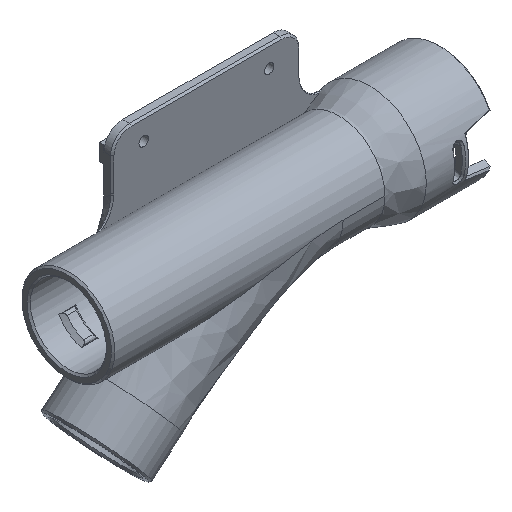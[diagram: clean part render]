
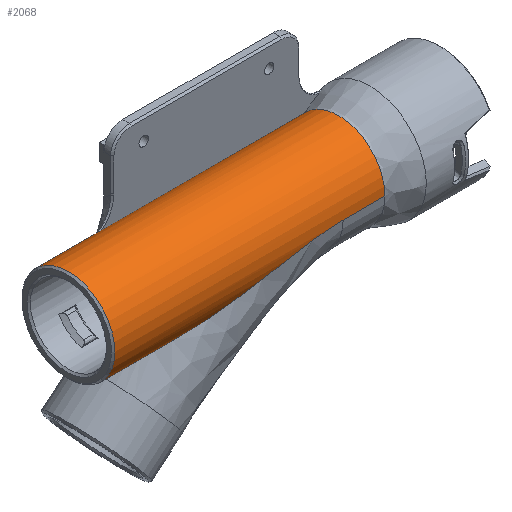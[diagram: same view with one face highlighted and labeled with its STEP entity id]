
A CAD part, isometric view. The second image highlights one B-rep face of the part: STEP entity #2068.
In plain terms, the highlighted cylindrical face has radius 22.2 mm (diameter 44.4 mm), a full revolution.
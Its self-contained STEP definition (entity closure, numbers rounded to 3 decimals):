
#140=FACE_OUTER_BOUND('',#266,.T.);
#266=EDGE_LOOP('',(#1379,#1380,#1381,#1382,#1383,#1384,#1385,#1386,#1387,
#1388,#1389,#1390));
#402=B_SPLINE_CURVE_WITH_KNOTS('',3,(#2886,#2887,#2888,#2889,#2890,#2891,
#2892,#2893,#2894,#2895,#2896,#2897,#2898,#2899,#2900,#2901),
 .UNSPECIFIED.,.F.,.F.,(4,2,2,2,2,2,2,4),(0.,0.051,0.173,
0.227,0.293,0.308,0.316,
0.32),.UNSPECIFIED.);
#403=B_SPLINE_CURVE_WITH_KNOTS('',3,(#2907,#2908,#2909,#2910,#2911,#2912,
#2913,#2914,#2915,#2916,#2917,#2918,#2919,#2920,#2921,#2922),
 .UNSPECIFIED.,.F.,.F.,(4,2,2,2,2,2,2,4),(-11.109,-10.802,
-10.243,-9.006,-5.61,-3.633,
-1.565,0.),.UNSPECIFIED.);
#404=B_SPLINE_CURVE_WITH_KNOTS('',3,(#2924,#2925,#2926,#2927,#2928,#2929,
#2930,#2931,#2932,#2933,#2934,#2935,#2936,#2937,#2938,#2939,#2940,#2941,
#2942,#2943),.UNSPECIFIED.,.F.,.F.,(4,2,2,2,2,2,2,2,2,4),(-23.123,
-23.096,-20.786,-18.075,-14.653,
-12.964,-12.121,-11.607,-11.204,
-11.109),.UNSPECIFIED.);
#405=B_SPLINE_CURVE_WITH_KNOTS('',3,(#2947,#2948,#2949,#2950),
 .UNSPECIFIED.,.F.,.F.,(4,4),(-23.133,-23.123),
 .UNSPECIFIED.);
#523=CIRCLE('',#2209,22.2);
#524=CIRCLE('',#2210,22.2);
#525=CIRCLE('',#2211,22.2);
#615=LINE('',#2880,#726);
#616=LINE('',#2884,#727);
#617=LINE('',#2905,#728);
#618=LINE('',#2945,#729);
#726=VECTOR('',#2397,18.2);
#727=VECTOR('',#2400,10.);
#728=VECTOR('',#2403,10.);
#729=VECTOR('',#2404,18.2);
#837=VERTEX_POINT('',#2878);
#838=VERTEX_POINT('',#2879);
#839=VERTEX_POINT('',#2881);
#840=VERTEX_POINT('',#2883);
#841=VERTEX_POINT('',#2885);
#842=VERTEX_POINT('',#2902);
#843=VERTEX_POINT('',#2904);
#844=VERTEX_POINT('',#2906);
#845=VERTEX_POINT('',#2923);
#846=VERTEX_POINT('',#2944);
#1045=EDGE_CURVE('',#837,#838,#615,.T.);
#1046=EDGE_CURVE('',#837,#839,#523,.T.);
#1047=EDGE_CURVE('',#839,#840,#616,.T.);
#1048=EDGE_CURVE('',#841,#840,#402,.F.);
#1049=EDGE_CURVE('',#842,#841,#524,.T.);
#1050=EDGE_CURVE('',#842,#843,#617,.T.);
#1051=EDGE_CURVE('',#843,#844,#403,.F.);
#1052=EDGE_CURVE('',#844,#845,#404,.F.);
#1053=EDGE_CURVE('',#845,#846,#618,.T.);
#1054=EDGE_CURVE('',#846,#846,#525,.T.);
#1055=EDGE_CURVE('',#845,#838,#405,.F.);
#1379=ORIENTED_EDGE('',*,*,#1045,.F.);
#1380=ORIENTED_EDGE('',*,*,#1046,.T.);
#1381=ORIENTED_EDGE('',*,*,#1047,.T.);
#1382=ORIENTED_EDGE('',*,*,#1048,.F.);
#1383=ORIENTED_EDGE('',*,*,#1049,.F.);
#1384=ORIENTED_EDGE('',*,*,#1050,.T.);
#1385=ORIENTED_EDGE('',*,*,#1051,.T.);
#1386=ORIENTED_EDGE('',*,*,#1052,.T.);
#1387=ORIENTED_EDGE('',*,*,#1053,.T.);
#1388=ORIENTED_EDGE('',*,*,#1054,.F.);
#1389=ORIENTED_EDGE('',*,*,#1053,.F.);
#1390=ORIENTED_EDGE('',*,*,#1055,.T.);
#2047=CYLINDRICAL_SURFACE('',#2208,22.2);
#2068=ADVANCED_FACE('',(#140),#2047,.T.);
#2208=AXIS2_PLACEMENT_3D('',#2877,#2395,#2396);
#2209=AXIS2_PLACEMENT_3D('',#2882,#2398,#2399);
#2210=AXIS2_PLACEMENT_3D('',#2903,#2401,#2402);
#2211=AXIS2_PLACEMENT_3D('',#2946,#2405,#2406);
#2395=DIRECTION('center_axis',(1.,0.,0.));
#2396=DIRECTION('ref_axis',(0.,1.,0.));
#2397=DIRECTION('',(-1.,0.,0.));
#2398=DIRECTION('center_axis',(-1.,0.,0.));
#2399=DIRECTION('ref_axis',(0.,1.,0.));
#2400=DIRECTION('',(-1.,0.,0.));
#2401=DIRECTION('center_axis',(1.,0.,0.));
#2402=DIRECTION('ref_axis',(0.,0.954,0.3));
#2403=DIRECTION('',(1.,0.,0.));
#2404=DIRECTION('',(-1.,0.,0.));
#2405=DIRECTION('center_axis',(-1.,0.,0.));
#2406=DIRECTION('ref_axis',(0.,1.,0.));
#2877=CARTESIAN_POINT('Origin',(-65.,0.,0.));
#2878=CARTESIAN_POINT('',(65.,-22.2,0.));
#2879=CARTESIAN_POINT('',(45.,-22.198,0.002));
#2880=CARTESIAN_POINT('',(-65.,-22.2,0.));
#2881=CARTESIAN_POINT('',(65.,18.2,12.712));
#2882=CARTESIAN_POINT('Origin',(65.,0.,0.));
#2883=CARTESIAN_POINT('',(-30.933,18.2,12.712));
#2884=CARTESIAN_POINT('',(-65.,18.2,12.712));
#2885=CARTESIAN_POINT('',(-34.,18.646,12.048));
#2886=CARTESIAN_POINT('Ctrl Pts',(-30.933,18.2,12.712));
#2887=CARTESIAN_POINT('Ctrl Pts',(-31.085,18.244,12.649));
#2888=CARTESIAN_POINT('Ctrl Pts',(-31.24,18.285,12.589));
#2889=CARTESIAN_POINT('Ctrl Pts',(-31.769,18.415,12.399));
#2890=CARTESIAN_POINT('Ctrl Pts',(-32.151,18.49,12.286));
#2891=CARTESIAN_POINT('Ctrl Pts',(-32.719,18.569,12.167));
#2892=CARTESIAN_POINT('Ctrl Pts',(-32.896,18.589,12.136));
#2893=CARTESIAN_POINT('Ctrl Pts',(-33.292,18.625,12.082));
#2894=CARTESIAN_POINT('Ctrl Pts',(-33.512,18.637,12.062));
#2895=CARTESIAN_POINT('Ctrl Pts',(-33.782,18.644,12.052));
#2896=CARTESIAN_POINT('Ctrl Pts',(-33.832,18.645,12.05));
#2897=CARTESIAN_POINT('Ctrl Pts',(-33.909,18.646,12.049));
#2898=CARTESIAN_POINT('Ctrl Pts',(-33.936,18.646,12.048));
#2899=CARTESIAN_POINT('Ctrl Pts',(-33.975,18.646,12.048));
#2900=CARTESIAN_POINT('Ctrl Pts',(-33.988,18.646,12.048));
#2901=CARTESIAN_POINT('Ctrl Pts',(-34.,18.646,12.048));
#2902=CARTESIAN_POINT('',(-34.,22.2,0.));
#2903=CARTESIAN_POINT('Origin',(-34.,0.,0.));
#2904=CARTESIAN_POINT('',(44.739,22.2,0.));
#2905=CARTESIAN_POINT('',(-65.,22.2,0.));
#2906=CARTESIAN_POINT('',(-44.102,0.,-22.2));
#2907=CARTESIAN_POINT('Ctrl Pts',(-44.102,0.,
-22.2));
#2908=CARTESIAN_POINT('Ctrl Pts',(-44.102,0.742,-22.2));
#2909=CARTESIAN_POINT('Ctrl Pts',(-43.997,1.475,-22.163));
#2910=CARTESIAN_POINT('Ctrl Pts',(-43.428,3.509,-21.961));
#2911=CARTESIAN_POINT('Ctrl Pts',(-42.759,4.707,-21.723));
#2912=CARTESIAN_POINT('Ctrl Pts',(-40.145,8.129,-20.802));
#2913=CARTESIAN_POINT('Ctrl Pts',(-37.557,9.949,-19.898));
#2914=CARTESIAN_POINT('Ctrl Pts',(-29.677,14.601,-17.182));
#2915=CARTESIAN_POINT('Ctrl Pts',(-21.236,17.386,-14.306));
#2916=CARTESIAN_POINT('Ctrl Pts',(-4.241,20.344,-9.152));
#2917=CARTESIAN_POINT('Ctrl Pts',(2.241,21.03,-7.308));
#2918=CARTESIAN_POINT('Ctrl Pts',(15.377,21.91,-3.987));
#2919=CARTESIAN_POINT('Ctrl Pts',(22.266,22.088,-2.462));
#2920=CARTESIAN_POINT('Ctrl Pts',(34.1,22.206,-0.608));
#2921=CARTESIAN_POINT('Ctrl Pts',(39.522,22.2,-0.019));
#2922=CARTESIAN_POINT('Ctrl Pts',(44.739,22.2,0.));
#2923=CARTESIAN_POINT('',(44.94,-22.2,0.));
#2924=CARTESIAN_POINT('Ctrl Pts',(44.94,-22.2,0.));
#2925=CARTESIAN_POINT('Ctrl Pts',(44.878,-22.2,0.));
#2926=CARTESIAN_POINT('Ctrl Pts',(44.803,-22.2,0.));
#2927=CARTESIAN_POINT('Ctrl Pts',(39.325,-22.2,-0.02));
#2928=CARTESIAN_POINT('Ctrl Pts',(33.231,-22.224,-0.648));
#2929=CARTESIAN_POINT('Ctrl Pts',(18.15,-22.004,-3.271));
#2930=CARTESIAN_POINT('Ctrl Pts',(9.79,-21.687,-5.303));
#2931=CARTESIAN_POINT('Ctrl Pts',(-8.608,-19.868,-10.346));
#2932=CARTESIAN_POINT('Ctrl Pts',(-17.897,-18.135,-13.3));
#2933=CARTESIAN_POINT('Ctrl Pts',(-29.304,-14.305,-17.069));
#2934=CARTESIAN_POINT('Ctrl Pts',(-33.272,-12.636,-18.417));
#2935=CARTESIAN_POINT('Ctrl Pts',(-38.284,-9.394,-20.152));
#2936=CARTESIAN_POINT('Ctrl Pts',(-39.939,-8.099,-20.73));
#2937=CARTESIAN_POINT('Ctrl Pts',(-42.083,-5.671,-21.485));
#2938=CARTESIAN_POINT('Ctrl Pts',(-42.805,-4.64,-21.74));
#2939=CARTESIAN_POINT('Ctrl Pts',(-43.719,-2.615,-22.064));
#2940=CARTESIAN_POINT('Ctrl Pts',(-43.986,-1.674,-22.159));
#2941=CARTESIAN_POINT('Ctrl Pts',(-44.092,-0.46,
-22.196));
#2942=CARTESIAN_POINT('Ctrl Pts',(-44.102,-0.229,
-22.2));
#2943=CARTESIAN_POINT('Ctrl Pts',(-44.102,0.,
-22.2));
#2944=CARTESIAN_POINT('',(-64.2,-22.2,0.));
#2945=CARTESIAN_POINT('',(-65.,-22.2,0.));
#2946=CARTESIAN_POINT('Origin',(-64.2,0.,0.));
#2947=CARTESIAN_POINT('Ctrl Pts',(45.,-22.197,0.002));
#2948=CARTESIAN_POINT('Ctrl Pts',(44.983,-22.197,0.002));
#2949=CARTESIAN_POINT('Ctrl Pts',(44.962,-22.197,0.002));
#2950=CARTESIAN_POINT('Ctrl Pts',(44.94,-22.197,0.002));
